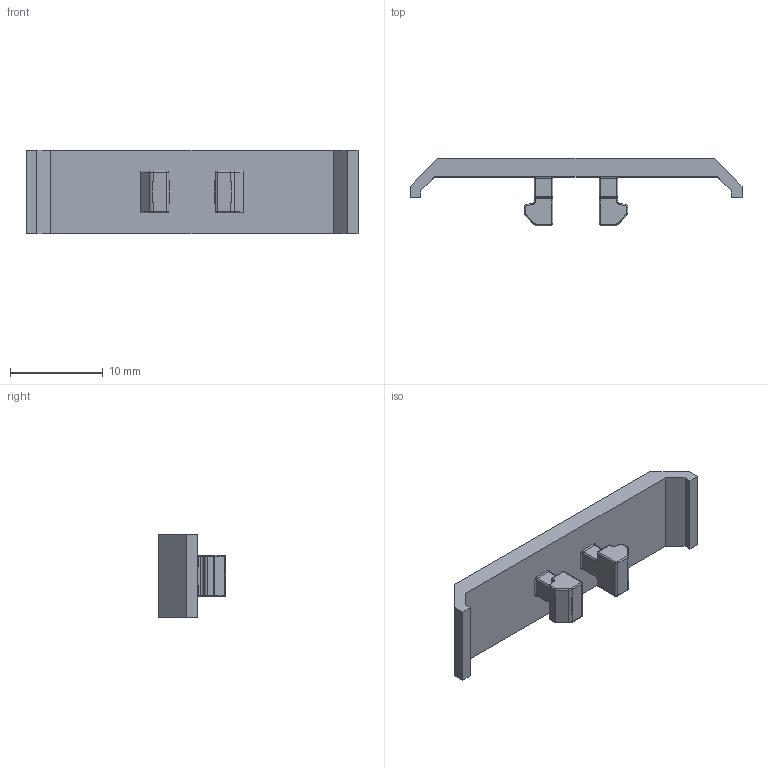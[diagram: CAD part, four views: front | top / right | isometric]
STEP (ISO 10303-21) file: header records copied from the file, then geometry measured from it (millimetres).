
FILE_DESCRIPTION (( 'STEP AP214' ), '1' );
FILE_NAME ('KN-TC-2.step', '2015-05-04T11:28:10', ( '' ), ( '' ), 'SwSTEP 2.0', 'SolidWorks 2014', '' );
FILE_SCHEMA (( 'AUTOMOTIVE_DESIGN' ));
Length unit declared in the file: millimetre
Products named in the file (1): KN-TC-2
Bounding box: 35.75 x 7.25 x 9 mm (x, y, z)
Volume: 719 mm3; surface area: 997.5 mm2
Topology: 1 solids, 1 shells, 154 faces, 362 edges, 204 vertices
Faces by surface type: cylinder 68, plane 42, torus 36, sphere 8
Entity records: 4340 total; most frequent: DIRECTION 840, CARTESIAN_POINT 713, ORIENTED_EDGE 708, EDGE_CURVE 354, AXIS2_PLACEMENT_3D 331, VERTEX_POINT 204, LINE 178, VECTOR 178
